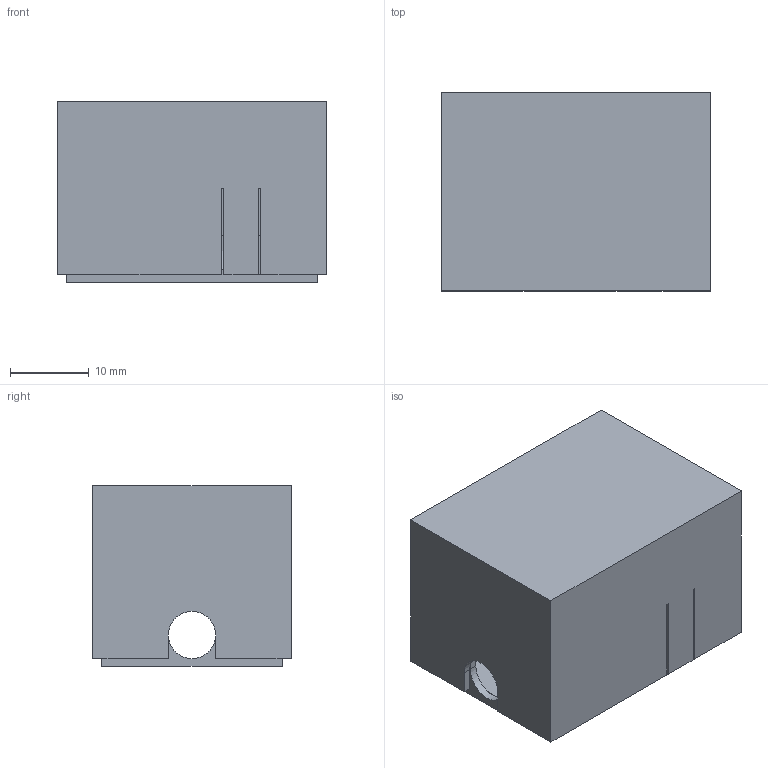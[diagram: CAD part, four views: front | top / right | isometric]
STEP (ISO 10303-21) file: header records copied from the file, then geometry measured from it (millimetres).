
FILE_DESCRIPTION(/* description */ (''),/* implementation_level */ '2;1');
FILE_NAME(/* name */ 'lock_pcb_box v9.step',/* time_stamp */ '2025-03-30T21:26:55+02:00',/* author */ (''),/* organization */ (''),/* preprocessor_version */ 'ST-DEVELOPER v20.1',/* originating_system */ 'Autodesk Translation Framework v14.4.0.0',/* authorisation */ '');
FILE_SCHEMA (('AUTOMOTIVE_DESIGN { 1 0 10303 214 3 1 1 }'));
Length unit declared in the file: millimetre
Products named in the file (1): lock_pcb_box
Bounding box: 34.2 x 25.2 x 23 mm (x, y, z)
Volume: 6033 mm3; surface area: 12233.2 mm2
Topology: 2 solids, 2 shells, 77 faces, 211 edges, 140 vertices
Faces by surface type: plane 68, cylinder 6, cone 3
Full cylindrical faces by diameter (mm): 1 x2
Entity records: 2452 total; most frequent: CARTESIAN_POINT 438, ORIENTED_EDGE 422, DIRECTION 385, EDGE_CURVE 211, LINE 185, VECTOR 185, VERTEX_POINT 140, AXIS2_PLACEMENT_3D 100
